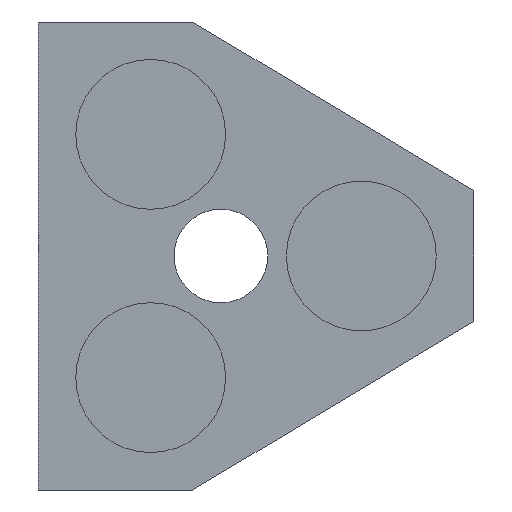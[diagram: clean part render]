
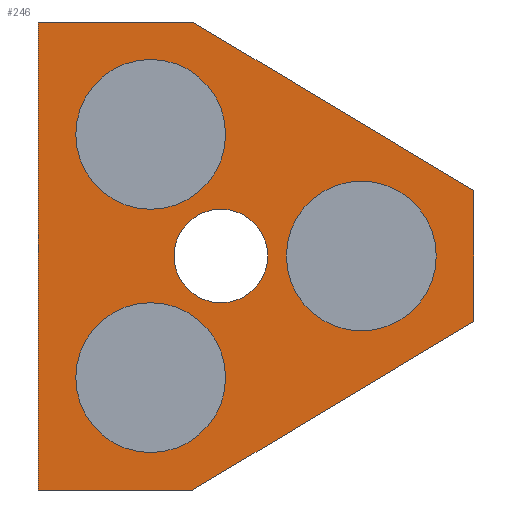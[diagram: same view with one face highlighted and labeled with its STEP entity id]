
A CAD part, front view. The second image highlights one B-rep face of the part: STEP entity #246.
In plain terms, the highlighted planar face has unit normal (0, -1, 0).
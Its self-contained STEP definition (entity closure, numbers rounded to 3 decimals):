
#20=FACE_BOUND('',#63,.T.);
#21=FACE_BOUND('',#64,.T.);
#22=FACE_BOUND('',#65,.T.);
#23=FACE_BOUND('',#66,.T.);
#28=CIRCLE('',#279,2.5);
#29=CIRCLE('',#281,4.);
#30=CIRCLE('',#283,4.);
#31=CIRCLE('',#285,4.);
#46=FACE_OUTER_BOUND('',#62,.T.);
#62=EDGE_LOOP('',(#211,#212,#213,#214,#215,#216));
#63=EDGE_LOOP('',(#217));
#64=EDGE_LOOP('',(#218));
#65=EDGE_LOOP('',(#219));
#66=EDGE_LOOP('',(#220));
#69=LINE('',#368,#91);
#73=LINE('',#377,#95);
#77=LINE('',#384,#99);
#85=LINE('',#418,#107);
#86=LINE('',#421,#108);
#88=LINE('',#424,#110);
#91=VECTOR('',#296,10.);
#95=VECTOR('',#302,10.);
#99=VECTOR('',#308,10.);
#107=VECTOR('',#350,10.);
#108=VECTOR('',#353,10.);
#110=VECTOR('',#357,10.);
#113=VERTEX_POINT('',#365);
#114=VERTEX_POINT('',#367);
#117=VERTEX_POINT('',#374);
#118=VERTEX_POINT('',#376);
#120=VERTEX_POINT('',#382);
#126=VERTEX_POINT('',#402);
#127=VERTEX_POINT('',#406);
#128=VERTEX_POINT('',#410);
#129=VERTEX_POINT('',#414);
#130=VERTEX_POINT('',#420);
#133=EDGE_CURVE('',#114,#113,#69,.T.);
#137=EDGE_CURVE('',#118,#117,#73,.T.);
#141=EDGE_CURVE('',#120,#113,#77,.T.);
#149=EDGE_CURVE('',#126,#126,#28,.T.);
#151=EDGE_CURVE('',#127,#127,#29,.T.);
#153=EDGE_CURVE('',#128,#128,#30,.T.);
#155=EDGE_CURVE('',#129,#129,#31,.T.);
#157=EDGE_CURVE('',#114,#117,#85,.T.);
#158=EDGE_CURVE('',#130,#120,#86,.T.);
#160=EDGE_CURVE('',#118,#130,#88,.T.);
#211=ORIENTED_EDGE('',*,*,#133,.T.);
#212=ORIENTED_EDGE('',*,*,#141,.F.);
#213=ORIENTED_EDGE('',*,*,#158,.F.);
#214=ORIENTED_EDGE('',*,*,#160,.F.);
#215=ORIENTED_EDGE('',*,*,#137,.T.);
#216=ORIENTED_EDGE('',*,*,#157,.F.);
#217=ORIENTED_EDGE('',*,*,#149,.T.);
#218=ORIENTED_EDGE('',*,*,#151,.T.);
#219=ORIENTED_EDGE('',*,*,#153,.T.);
#220=ORIENTED_EDGE('',*,*,#155,.T.);
#231=PLANE('',#289);
#246=ADVANCED_FACE('',(#46,#20,#21,#22,#23),#231,.T.);
#279=AXIS2_PLACEMENT_3D('',#403,#330,#331);
#281=AXIS2_PLACEMENT_3D('',#407,#335,#336);
#283=AXIS2_PLACEMENT_3D('',#411,#340,#341);
#285=AXIS2_PLACEMENT_3D('',#415,#345,#346);
#289=AXIS2_PLACEMENT_3D('',#425,#358,#359);
#296=DIRECTION('',(-0.857,0.,0.514));
#302=DIRECTION('',(0.857,0.,0.514));
#308=DIRECTION('',(1.,0.,0.));
#330=DIRECTION('center_axis',(0.,1.,0.));
#331=DIRECTION('ref_axis',(-1.,0.,0.));
#335=DIRECTION('center_axis',(0.,1.,0.));
#336=DIRECTION('ref_axis',(1.,0.,0.));
#340=DIRECTION('center_axis',(0.,1.,0.));
#341=DIRECTION('ref_axis',(1.,0.,0.));
#345=DIRECTION('center_axis',(0.,1.,0.));
#346=DIRECTION('ref_axis',(1.,0.,0.));
#350=DIRECTION('',(0.,0.,-1.));
#353=DIRECTION('',(0.,0.,1.));
#357=DIRECTION('',(-1.,0.,0.));
#358=DIRECTION('center_axis',(0.,-1.,0.));
#359=DIRECTION('ref_axis',(0.,0.,-1.));
#365=CARTESIAN_POINT('',(-1.5,0.,12.495));
#367=CARTESIAN_POINT('',(13.5,0.,3.495));
#368=CARTESIAN_POINT('',(9.997,0.,5.597));
#374=CARTESIAN_POINT('',(13.5,0.,-3.495));
#376=CARTESIAN_POINT('',(-1.5,0.,-12.495));
#377=CARTESIAN_POINT('',(2.497,0.,-10.097));
#382=CARTESIAN_POINT('',(-9.75,0.,12.495));
#384=CARTESIAN_POINT('',(-9.75,0.,12.495));
#402=CARTESIAN_POINT('',(2.5,0.,0.));
#403=CARTESIAN_POINT('Origin',(0.,0.,0.));
#406=CARTESIAN_POINT('',(-7.75,0.,6.495));
#407=CARTESIAN_POINT('Origin',(-3.75,0.,6.495));
#410=CARTESIAN_POINT('',(-7.75,0.,-6.495));
#411=CARTESIAN_POINT('Origin',(-3.75,0.,-6.495));
#414=CARTESIAN_POINT('',(3.5,0.,0.));
#415=CARTESIAN_POINT('Origin',(7.5,0.,0.));
#418=CARTESIAN_POINT('',(13.5,0.,12.495));
#420=CARTESIAN_POINT('',(-9.75,0.,-12.495));
#421=CARTESIAN_POINT('',(-9.75,0.,-12.495));
#424=CARTESIAN_POINT('',(13.5,0.,-12.495));
#425=CARTESIAN_POINT('Origin',(1.875,0.,0.));
